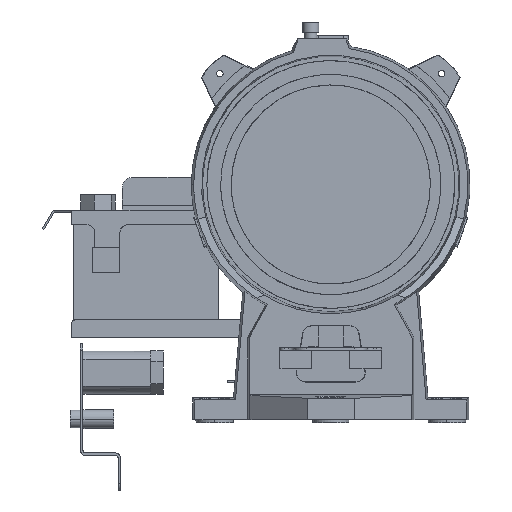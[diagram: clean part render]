
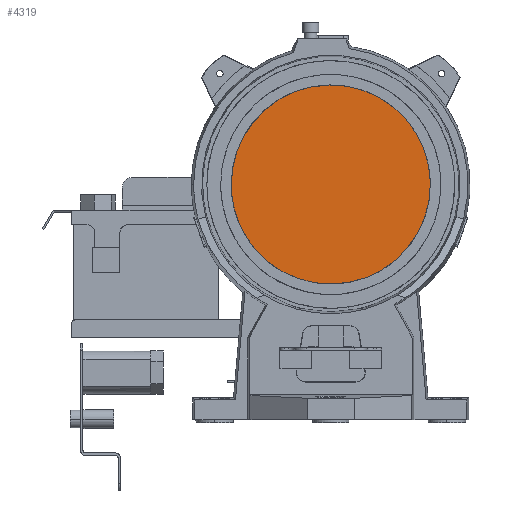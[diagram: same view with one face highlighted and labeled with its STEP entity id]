
A CAD part, front view. The second image highlights one B-rep face of the part: STEP entity #4319.
In plain terms, the highlighted planar face has unit normal (0, -1, 0).
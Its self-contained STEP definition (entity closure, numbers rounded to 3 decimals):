
#259 = CARTESIAN_POINT ( 'NONE',  ( 51.12, -130.5, 229.453 ) ) ;
#326 = CARTESIAN_POINT ( 'NONE',  ( -126.144, -130.5, 283.225 ) ) ;
#354 = CARTESIAN_POINT ( 'NONE',  ( -126.144, -130.5, 476.775 ) ) ;
#432 = CARTESIAN_POINT ( 'NONE',  ( 51.12, -130.5, 530.547 ) ) ;
#522 = CARTESIAN_POINT ( 'NONE',  ( 158.65, -130.5, 380. ) ) ;
#1127 = CARTESIAN_POINT ( 'NONE',  ( 158.65, -130.5, 380. ) ) ;
#1930 = CARTESIAN_POINT ( 'NONE',  ( 157.627, -130.5, 359.233 ) ) ;
#1995 = CARTESIAN_POINT ( 'NONE',  ( 20.767, -130.5, 222.373 ) ) ;
#2070 = CARTESIAN_POINT ( 'NONE',  ( -142.6, -130.5, 309.694 ) ) ;
#2095 = CARTESIAN_POINT ( 'NONE',  ( -104.84, -130.5, 499.525 ) ) ;
#2176 = CARTESIAN_POINT ( 'NONE',  ( 79.508, -130.5, 517.681 ) ) ;
#3658 = CARTESIAN_POINT ( 'NONE',  ( 150.547, -130.5, 328.88 ) ) ;
#3735 = CARTESIAN_POINT ( 'NONE',  ( -10.384, -130.5, 221.35 ) ) ;
#3816 = CARTESIAN_POINT ( 'NONE',  ( -153.576, -130.5, 338.865 ) ) ;
#3839 = CARTESIAN_POINT ( 'NONE',  ( -79.508, -130.5, 517.681 ) ) ;
#3911 = CARTESIAN_POINT ( 'NONE',  ( 104.84, -130.5, 499.525 ) ) ;
#3945 = VERTEX_POINT ( 'NONE', #20506 ) ;
#4292 = FACE_OUTER_BOUND ( 'NONE', #14785, .T. ) ;
#4319 = ADVANCED_FACE ( 'NONE', ( #4292 ), #7478, .T. ) ;
#5396 = CARTESIAN_POINT ( 'NONE',  ( 137.681, -130.5, 300.492 ) ) ;
#5461 = CARTESIAN_POINT ( 'NONE',  ( -41.135, -130.5, 226.424 ) ) ;
#5480 = CARTESIAN_POINT ( 'NONE',  ( -158.65, -130.5, 380. ) ) ;
#5527 = CARTESIAN_POINT ( 'NONE',  ( -158.65, -130.5, 369.616 ) ) ;
#5557 = CARTESIAN_POINT ( 'NONE',  ( -51.12, -130.5, 530.547 ) ) ;
#5636 = CARTESIAN_POINT ( 'NONE',  ( 126.144, -130.5, 476.775 ) ) ;
#6666 = DIRECTION ( 'NONE',  ( 1., 0., 0. ) ) ;
#6739 = DIRECTION ( 'NONE',  ( 0., -1., 0. ) ) ;
#6879 = CARTESIAN_POINT ( 'NONE',  ( 0., -130.5, 222.5 ) ) ;
#7011 = CARTESIAN_POINT ( 'NONE',  ( 158.65, -130.5, 369.616 ) ) ;
#7074 = CARTESIAN_POINT ( 'NONE',  ( 119.525, -130.5, 275.16 ) ) ;
#7148 = CARTESIAN_POINT ( 'NONE',  ( -70.306, -130.5, 237.4 ) ) ;
#7172 = CARTESIAN_POINT ( 'NONE',  ( -157.627, -130.5, 400.767 ) ) ;
#7257 = CARTESIAN_POINT ( 'NONE',  ( -20.767, -130.5, 537.627 ) ) ;
#7326 = CARTESIAN_POINT ( 'NONE',  ( 142.6, -130.5, 450.306 ) ) ;
#7478 = PLANE ( 'NONE',  #9372 ) ;
#8387 = EDGE_CURVE ( 'NONE', #16875, #3945, #10998, .T. ) ;
#8807 = CARTESIAN_POINT ( 'NONE',  ( 96.775, -130.5, 253.856 ) ) ;
#8880 = CARTESIAN_POINT ( 'NONE',  ( -96.775, -130.5, 253.856 ) ) ;
#8901 = CARTESIAN_POINT ( 'NONE',  ( -150.547, -130.5, 431.12 ) ) ;
#8967 = CARTESIAN_POINT ( 'NONE',  ( 10.384, -130.5, 538.65 ) ) ;
#9033 = CARTESIAN_POINT ( 'NONE',  ( 153.576, -130.5, 421.135 ) ) ;
#9372 = AXIS2_PLACEMENT_3D ( 'NONE', #6879, #6739, #6666 ) ;
#9791 = EDGE_CURVE ( 'NONE', #3945, #16875, #13868, .T. ) ;
#10482 = CARTESIAN_POINT ( 'NONE',  ( 70.306, -130.5, 237.4 ) ) ;
#10555 = CARTESIAN_POINT ( 'NONE',  ( -119.525, -130.5, 275.16 ) ) ;
#10584 = CARTESIAN_POINT ( 'NONE',  ( -137.681, -130.5, 459.508 ) ) ;
#10665 = CARTESIAN_POINT ( 'NONE',  ( 41.135, -130.5, 533.576 ) ) ;
#10737 = CARTESIAN_POINT ( 'NONE',  ( 158.65, -130.5, 390.384 ) ) ;
#10998 = B_SPLINE_CURVE_WITH_KNOTS ( 'NONE', 3,
 ( #20490, #7011, #1930, #13847, #3658, #15524, #5396, #17191, #7074, #18860, #8807, #20551, #10482, #259, #12204, #1995, #13925, #3735, #15589, #5461, #17274, #7148, #18924, #8880, #20625, #10555, #326, #12286, #2070, #13984, #3816, #15664, #5527, #17333 ),
 .UNSPECIFIED., .F., .F.,
 ( 4, 2, 2, 2, 2, 2, 2, 2, 2, 2, 2, 2, 2, 2, 2, 2, 4 ),
 ( 0., 0.062, 0.125, 0.187, 0.25, 0.312, 0.375, 0.437, 0.5, 0.563, 0.625, 0.688, 0.75, 0.813, 0.875, 0.938, 1. ),
 .UNSPECIFIED. ) ;
#11127 = ORIENTED_EDGE ( 'NONE', *, *, #9791, .F. ) ;
#12204 = CARTESIAN_POINT ( 'NONE',  ( 41.135, -130.5, 226.424 ) ) ;
#12286 = CARTESIAN_POINT ( 'NONE',  ( -137.681, -130.5, 300.492 ) ) ;
#12312 = CARTESIAN_POINT ( 'NONE',  ( -119.525, -130.5, 484.84 ) ) ;
#12376 = CARTESIAN_POINT ( 'NONE',  ( 70.306, -130.5, 522.6 ) ) ;
#13847 = CARTESIAN_POINT ( 'NONE',  ( 153.576, -130.5, 338.865 ) ) ;
#13868 = B_SPLINE_CURVE_WITH_KNOTS ( 'NONE', 3,
 ( #5480, #17299, #7172, #18954, #8901, #20657, #10584, #354, #12312, #2095, #14011, #3839, #15697, #5557, #17355, #7257, #19029, #8967, #20730, #10665, #432, #12376, #2176, #14089, #3911, #15770, #5636, #17431, #7326, #19121, #9033, #20806, #10737, #522 ),
 .UNSPECIFIED., .F., .F.,
 ( 4, 2, 2, 2, 2, 2, 2, 2, 2, 2, 2, 2, 2, 2, 2, 2, 4 ),
 ( 0., 0.062, 0.125, 0.187, 0.25, 0.312, 0.375, 0.437, 0.5, 0.562, 0.625, 0.687, 0.75, 0.812, 0.875, 0.938, 1. ),
 .UNSPECIFIED. ) ;
#13925 = CARTESIAN_POINT ( 'NONE',  ( 10.384, -130.5, 221.35 ) ) ;
#13984 = CARTESIAN_POINT ( 'NONE',  ( -150.547, -130.5, 328.88 ) ) ;
#14011 = CARTESIAN_POINT ( 'NONE',  ( -96.775, -130.5, 506.144 ) ) ;
#14089 = CARTESIAN_POINT ( 'NONE',  ( 96.775, -130.5, 506.144 ) ) ;
#14785 = EDGE_LOOP ( 'NONE', ( #11127, #15886 ) ) ;
#15524 = CARTESIAN_POINT ( 'NONE',  ( 142.6, -130.5, 309.694 ) ) ;
#15589 = CARTESIAN_POINT ( 'NONE',  ( -20.767, -130.5, 222.373 ) ) ;
#15664 = CARTESIAN_POINT ( 'NONE',  ( -157.627, -130.5, 359.233 ) ) ;
#15697 = CARTESIAN_POINT ( 'NONE',  ( -70.306, -130.5, 522.6 ) ) ;
#15770 = CARTESIAN_POINT ( 'NONE',  ( 119.525, -130.5, 484.84 ) ) ;
#15886 = ORIENTED_EDGE ( 'NONE', *, *, #8387, .F. ) ;
#16875 = VERTEX_POINT ( 'NONE', #1127 ) ;
#17191 = CARTESIAN_POINT ( 'NONE',  ( 126.144, -130.5, 283.225 ) ) ;
#17274 = CARTESIAN_POINT ( 'NONE',  ( -51.12, -130.5, 229.453 ) ) ;
#17299 = CARTESIAN_POINT ( 'NONE',  ( -158.65, -130.5, 390.384 ) ) ;
#17333 = CARTESIAN_POINT ( 'NONE',  ( -158.65, -130.5, 380. ) ) ;
#17355 = CARTESIAN_POINT ( 'NONE',  ( -41.135, -130.5, 533.576 ) ) ;
#17431 = CARTESIAN_POINT ( 'NONE',  ( 137.681, -130.5, 459.508 ) ) ;
#18860 = CARTESIAN_POINT ( 'NONE',  ( 104.84, -130.5, 260.475 ) ) ;
#18924 = CARTESIAN_POINT ( 'NONE',  ( -79.508, -130.5, 242.319 ) ) ;
#18954 = CARTESIAN_POINT ( 'NONE',  ( -153.576, -130.5, 421.135 ) ) ;
#19029 = CARTESIAN_POINT ( 'NONE',  ( -10.384, -130.5, 538.65 ) ) ;
#19121 = CARTESIAN_POINT ( 'NONE',  ( 150.547, -130.5, 431.12 ) ) ;
#20490 = CARTESIAN_POINT ( 'NONE',  ( 158.65, -130.5, 380. ) ) ;
#20506 = CARTESIAN_POINT ( 'NONE',  ( -158.65, -130.5, 380. ) ) ;
#20551 = CARTESIAN_POINT ( 'NONE',  ( 79.508, -130.5, 242.319 ) ) ;
#20625 = CARTESIAN_POINT ( 'NONE',  ( -104.84, -130.5, 260.475 ) ) ;
#20657 = CARTESIAN_POINT ( 'NONE',  ( -142.6, -130.5, 450.306 ) ) ;
#20730 = CARTESIAN_POINT ( 'NONE',  ( 20.767, -130.5, 537.627 ) ) ;
#20806 = CARTESIAN_POINT ( 'NONE',  ( 157.627, -130.5, 400.767 ) ) ;
